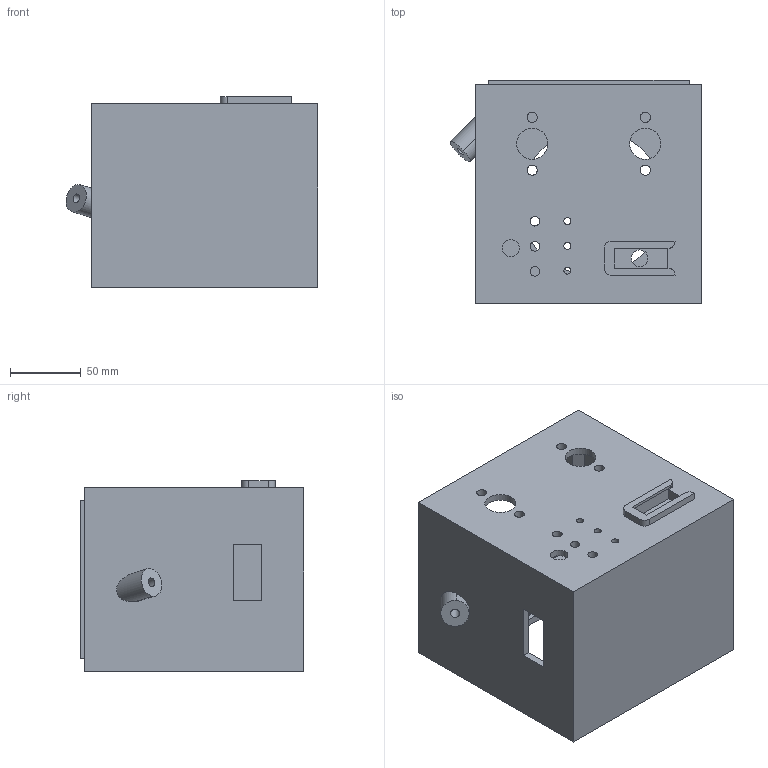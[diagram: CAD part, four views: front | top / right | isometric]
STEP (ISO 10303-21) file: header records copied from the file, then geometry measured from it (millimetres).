
FILE_DESCRIPTION(('STEP AP242 Edition 2','STEP AP242 Edition 2''CAx-IF Rec.Pracs.---Representation and Presentation of Product Manufacturing Information (PMI)---4.0---2014-10-13','STEP AP242 Edition 2''CAx-IF Rec.Pracs.---Representation and Presentation of Product Manufacturing Information (PMI)---4.0---2014-10-13''CAx-IF Rec.Pracs.---3D Tessellated Geometry---0.4---2014-09-14','STEP AP242 Edition 2''CAx-IF Rec.Pracs.---Representation and Presentation of Product Manufacturing Information (PMI)---4.0---2014-10-13''CAx-IF Rec.Pracs.---3D Tessellated Geometry---0.4---2014-09-14''2;1','STEP AP242 Edition 2''CAx-IF Rec.Pracs.---Representation and Presentation of Product Manufacturing Information (PMI)---4.0---2014-10-13''CAx-IF Rec.Pracs.---3D Tessellated Geometry---0.4---2014-09-14''2;1''CAx-IF Rec.Pracs.---User Defined Attributes---1.5---2016-08-15'),'2;1');
FILE_NAME('TSMP Enclosure V4.step','2026-02-28T19:10:20',(''),(''),'ST-DEVELOPER v20','ONSHAPE BY PTC INC, 1.211',' ');
FILE_SCHEMA(('AP242_MANAGED_MODEL_BASED_3D_ENGINEERING_MIM_LF { 1 0 10303 442 3 1 4 }'));
Length unit declared in the file: metre
Products named in the file (1): Part 1
Bounding box: 178 x 158 x 135 mm (x, y, z)
Volume: 507588.5 mm3; surface area: 209791.8 mm2
Topology: 1 solids, 1 shells, 113 faces, 273 edges, 184 vertices
Faces by surface type: plane 72, cylinder 41
Full cylindrical faces by diameter (mm): 3.5 x4, 4.1 x4, 4.952 x3, 6 x4, 6.35 x1, 6.8 x3, 7 x4, 7.1 x4, 9.8 x3, 11.8 x1, 12.2 x1, 22 x2, 103 x1
Entity records: 3120 total; most frequent: DIRECTION 536, CARTESIAN_POINT 508, ORIENTED_EDGE 448, EDGE_CURVE 224, EDGE_LOOP 210, FACE_BOUND 210, AXIS2_PLACEMENT_3D 198, VERTEX_POINT 170
